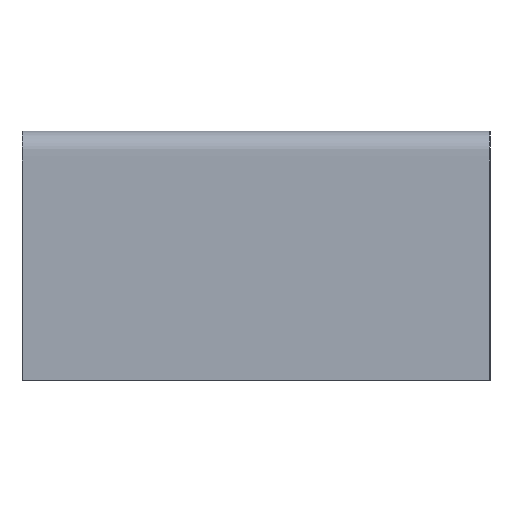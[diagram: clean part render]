
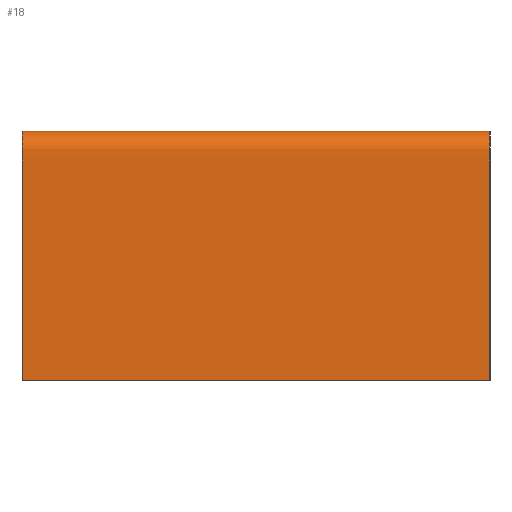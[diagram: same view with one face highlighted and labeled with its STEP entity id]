
A CAD part, left-side view. The second image highlights one B-rep face of the part: STEP entity #18.
In plain terms, the highlighted free-form (B-spline) face has degree [1, 2] with [2, 11] control points.
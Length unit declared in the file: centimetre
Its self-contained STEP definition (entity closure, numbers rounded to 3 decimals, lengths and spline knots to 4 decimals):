
#18=ADVANCED_FACE($,(#25),#91,.T.);
#25=FACE_OUTER_BOUND($,#32,.T.);
#32=EDGE_LOOP($,(#53,#54,#55,#56));
#53=ORIENTED_EDGE($,*,*,#70,.T.);
#54=ORIENTED_EDGE($,*,*,#77,.T.);
#55=ORIENTED_EDGE($,*,*,#74,.F.);
#56=ORIENTED_EDGE($,*,*,#78,.F.);
#70=EDGE_CURVE($,#84,#83,#109,.T.);
#74=EDGE_CURVE($,#88,#87,#111,.T.);
#77=EDGE_CURVE($,#83,#87,#103,.T.);
#78=EDGE_CURVE($,#84,#88,#104,.T.);
#83=VERTEX_POINT($,#331);
#84=VERTEX_POINT($,#332);
#87=VERTEX_POINT($,#335);
#88=VERTEX_POINT($,#336);
#91=(
BOUNDED_SURFACE()
B_SPLINE_SURFACE(1,2,((#291,#292,#293,#294,#295,#296,#297,#298,#299,#300,
#301),(#302,#303,#304,#305,#306,#307,#308,#309,#310,#311,#312)),.UNSPECIFIED.,
.F.,.F.,.F.)
B_SPLINE_SURFACE_WITH_KNOTS((2,2),(3,2,2,2,2,3),(0.,60.),(-325.3686,
-296.0686,-293.7124,-179.1124,-176.7562,
-147.4562),.UNSPECIFIED.)
GEOMETRIC_REPRESENTATION_ITEM()
RATIONAL_B_SPLINE_SURFACE(((1.,1.,1.,0.707,1.,1.,1.,0.707,
1.,1.,1.),(1.,1.,1.,0.707,1.,1.,1.,0.707,1.,1.,1.)))
REPRESENTATION_ITEM($)
SURFACE()
);
#103=B_SPLINE_CURVE_WITH_KNOTS($,1,(#272,#273),.UNSPECIFIED.,.F.,.F.,(2,
2),(0.,60.),.UNSPECIFIED.);
#104=B_SPLINE_CURVE_WITH_KNOTS($,1,(#274,#275),.UNSPECIFIED.,.F.,.F.,(2,
2),(0.,60.),.UNSPECIFIED.);
#109=(
BOUNDED_CURVE()
B_SPLINE_CURVE(2,(#237,#238,#239,#240,#241,#242,#243,#244,#245,#246,#247),
.UNSPECIFIED.,.F.,.F.)
B_SPLINE_CURVE_WITH_KNOTS((3,2,2,2,2,3),(147.4562,176.7562,
179.1124,293.7124,296.0686,325.3686),.UNSPECIFIED.)
CURVE()
GEOMETRIC_REPRESENTATION_ITEM()
RATIONAL_B_SPLINE_CURVE((1.,1.,1.,0.707,1.,1.,1.,0.707,
1.,1.,1.))
REPRESENTATION_ITEM($)
);
#111=(
BOUNDED_CURVE()
B_SPLINE_CURVE(2,(#257,#258,#259,#260,#261,#262,#263,#264,#265,#266,#267),
.UNSPECIFIED.,.F.,.F.)
B_SPLINE_CURVE_WITH_KNOTS((3,2,2,2,2,3),(147.4562,176.7562,
179.1124,293.7124,296.0686,325.3686),.UNSPECIFIED.)
CURVE()
GEOMETRIC_REPRESENTATION_ITEM()
RATIONAL_B_SPLINE_CURVE((1.,1.,1.,0.707,1.,1.,1.,0.707,
1.,1.,1.))
REPRESENTATION_ITEM($)
);
#237=CARTESIAN_POINT($,(0.,0.,0.));
#238=CARTESIAN_POINT($,(0.,0.,14.65));
#239=CARTESIAN_POINT($,(0.,0.,29.3));
#240=CARTESIAN_POINT($,(0.,0.,32.));
#241=CARTESIAN_POINT($,(2.7,0.,32.));
#242=CARTESIAN_POINT($,(60.,0.,32.));
#243=CARTESIAN_POINT($,(117.3,0.,32.));
#244=CARTESIAN_POINT($,(120.,0.,32.));
#245=CARTESIAN_POINT($,(120.,0.,29.3));
#246=CARTESIAN_POINT($,(120.,0.,14.65));
#247=CARTESIAN_POINT($,(120.,0.,0.));
#257=CARTESIAN_POINT($,(0.,60.,0.));
#258=CARTESIAN_POINT($,(0.,60.,14.65));
#259=CARTESIAN_POINT($,(0.,60.,29.3));
#260=CARTESIAN_POINT($,(0.,60.,32.));
#261=CARTESIAN_POINT($,(2.7,60.,32.));
#262=CARTESIAN_POINT($,(60.,60.,32.));
#263=CARTESIAN_POINT($,(117.3,60.,32.));
#264=CARTESIAN_POINT($,(120.,60.,32.));
#265=CARTESIAN_POINT($,(120.,60.,29.3));
#266=CARTESIAN_POINT($,(120.,60.,14.65));
#267=CARTESIAN_POINT($,(120.,60.,0.));
#272=CARTESIAN_POINT($,(120.,0.,0.));
#273=CARTESIAN_POINT($,(120.,60.,0.));
#274=CARTESIAN_POINT($,(0.,0.,0.));
#275=CARTESIAN_POINT($,(0.,60.,0.));
#291=CARTESIAN_POINT($,(120.,0.,0.));
#292=CARTESIAN_POINT($,(120.,0.,14.65));
#293=CARTESIAN_POINT($,(120.,0.,29.3));
#294=CARTESIAN_POINT($,(120.,0.,32.));
#295=CARTESIAN_POINT($,(117.3,0.,32.));
#296=CARTESIAN_POINT($,(60.,0.,32.));
#297=CARTESIAN_POINT($,(2.7,0.,32.));
#298=CARTESIAN_POINT($,(0.,0.,32.));
#299=CARTESIAN_POINT($,(0.,0.,29.3));
#300=CARTESIAN_POINT($,(0.,0.,14.65));
#301=CARTESIAN_POINT($,(0.,0.,0.));
#302=CARTESIAN_POINT($,(120.,60.,0.));
#303=CARTESIAN_POINT($,(120.,60.,14.65));
#304=CARTESIAN_POINT($,(120.,60.,29.3));
#305=CARTESIAN_POINT($,(120.,60.,32.));
#306=CARTESIAN_POINT($,(117.3,60.,32.));
#307=CARTESIAN_POINT($,(60.,60.,32.));
#308=CARTESIAN_POINT($,(2.7,60.,32.));
#309=CARTESIAN_POINT($,(0.,60.,32.));
#310=CARTESIAN_POINT($,(0.,60.,29.3));
#311=CARTESIAN_POINT($,(0.,60.,14.65));
#312=CARTESIAN_POINT($,(0.,60.,0.));
#331=CARTESIAN_POINT($,(120.,0.,0.));
#332=CARTESIAN_POINT($,(0.,0.,0.));
#335=CARTESIAN_POINT($,(120.,60.,0.));
#336=CARTESIAN_POINT($,(0.,60.,0.));
